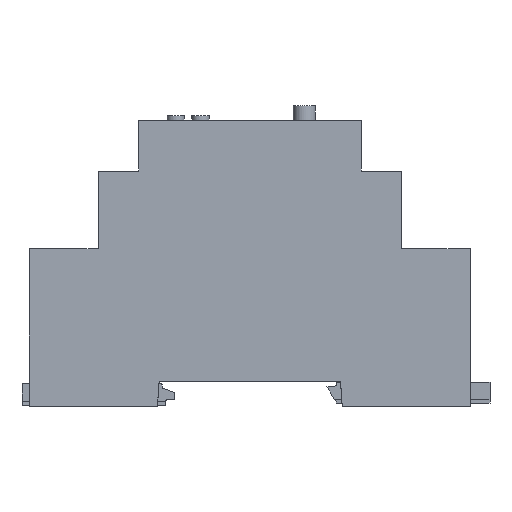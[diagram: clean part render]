
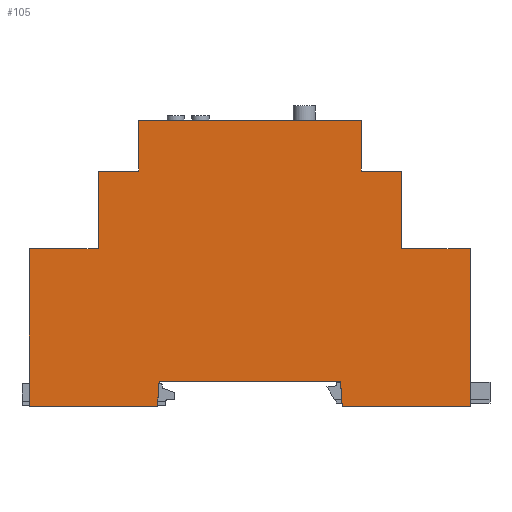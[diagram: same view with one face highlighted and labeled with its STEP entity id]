
A CAD part, left-side view. The second image highlights one B-rep face of the part: STEP entity #105.
In plain terms, the highlighted planar face has unit normal (-1, 0, 0).
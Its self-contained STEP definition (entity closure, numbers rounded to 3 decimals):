
#105=ADVANCED_FACE('',(#5469),#5471,.T.);
#5469=FACE_BOUND('',#5470,.T.);
#5470=EDGE_LOOP('',(#10633,#10634,#10635,#10636,#10637,#10638,#10639,#10640,#10641,
#10642,#10643,#10644,#10645,#10646,#10647,#10648));
#5471=PLANE('',#5472);
#5472=AXIS2_PLACEMENT_3D('',#5473,#5474,#5475);
#5473=CARTESIAN_POINT('',(-35.5,0.,0.));
#5474=DIRECTION('',(-1.,0.,0.));
#5475=DIRECTION('',(0.,0.,-1.));
#10633=ORIENTED_EDGE('',*,*,#14642,.T.);
#10634=ORIENTED_EDGE('',*,*,#14643,.T.);
#10635=ORIENTED_EDGE('',*,*,#14644,.T.);
#10636=ORIENTED_EDGE('',*,*,#14645,.T.);
#10637=ORIENTED_EDGE('',*,*,#14646,.T.);
#10638=ORIENTED_EDGE('',*,*,#14647,.T.);
#10639=ORIENTED_EDGE('',*,*,#14648,.T.);
#10640=ORIENTED_EDGE('',*,*,#14625,.T.);
#10641=ORIENTED_EDGE('',*,*,#14641,.T.);
#10642=ORIENTED_EDGE('',*,*,#14649,.T.);
#10643=ORIENTED_EDGE('',*,*,#14650,.T.);
#10644=ORIENTED_EDGE('',*,*,#14651,.T.);
#10645=ORIENTED_EDGE('',*,*,#14652,.T.);
#10646=ORIENTED_EDGE('',*,*,#14653,.T.);
#10647=ORIENTED_EDGE('',*,*,#14654,.T.);
#10648=ORIENTED_EDGE('',*,*,#14633,.T.);
#14625=EDGE_CURVE('',#16753,#16751,#16754,.T.);
#14633=EDGE_CURVE('',#16763,#16767,#16769,.T.);
#14641=EDGE_CURVE('',#16751,#16782,#16784,.T.);
#14642=EDGE_CURVE('',#16767,#16785,#16786,.T.);
#14643=EDGE_CURVE('',#16785,#16787,#16788,.T.);
#14644=EDGE_CURVE('',#16787,#16789,#16790,.T.);
#14645=EDGE_CURVE('',#16789,#16791,#16792,.T.);
#14646=EDGE_CURVE('',#16791,#16793,#16794,.T.);
#14647=EDGE_CURVE('',#16793,#16795,#16796,.T.);
#14648=EDGE_CURVE('',#16795,#16753,#16797,.T.);
#14649=EDGE_CURVE('',#16782,#16798,#16799,.T.);
#14650=EDGE_CURVE('',#16798,#16800,#16801,.T.);
#14651=EDGE_CURVE('',#16800,#16802,#16803,.T.);
#14652=EDGE_CURVE('',#16802,#16804,#16805,.T.);
#14653=EDGE_CURVE('',#16804,#16806,#16807,.T.);
#14654=EDGE_CURVE('',#16806,#16763,#16808,.T.);
#16751=VERTEX_POINT('',#19741);
#16753=VERTEX_POINT('',#19745);
#16754=LINE('',#19746,#19747);
#16763=VERTEX_POINT('',#19767);
#16767=VERTEX_POINT('',#19775);
#16769=LINE('',#19779,#19780);
#16782=VERTEX_POINT('',#19811);
#16784=LINE('',#19815,#19816);
#16785=VERTEX_POINT('',#19818);
#16786=LINE('',#19819,#19820);
#16787=VERTEX_POINT('',#19822);
#16788=LINE('',#19823,#19824);
#16789=VERTEX_POINT('',#19826);
#16790=LINE('',#19827,#19828);
#16791=VERTEX_POINT('',#19830);
#16792=LINE('',#19831,#19832);
#16793=VERTEX_POINT('',#19834);
#16794=LINE('',#19835,#19836);
#16795=VERTEX_POINT('',#19838);
#16796=LINE('',#19839,#19840);
#16797=LINE('',#19842,#19843);
#16798=VERTEX_POINT('',#19845);
#16799=LINE('',#19846,#19847);
#16800=VERTEX_POINT('',#19849);
#16801=LINE('',#19850,#19851);
#16802=VERTEX_POINT('',#19853);
#16803=LINE('',#19854,#19855);
#16804=VERTEX_POINT('',#19857);
#16805=LINE('',#19858,#19859);
#16806=VERTEX_POINT('',#19861);
#16807=LINE('',#19862,#19863);
#16808=LINE('',#19865,#19866);
#19741=CARTESIAN_POINT('',(-35.5,-30.7,26.878));
#19745=CARTESIAN_POINT('',(-35.5,-44.6,26.878));
#19746=CARTESIAN_POINT('',(-35.5,-44.6,26.878));
#19747=VECTOR('',#19748,1.);
#19748=DIRECTION('',(0.,1.,0.));
#19767=CARTESIAN_POINT('',(-35.5,30.7,26.878));
#19775=CARTESIAN_POINT('',(-35.5,44.6,26.878));
#19779=CARTESIAN_POINT('',(-35.5,30.7,26.878));
#19780=VECTOR('',#19781,1.);
#19781=DIRECTION('',(0.,1.,0.));
#19811=CARTESIAN_POINT('',(-35.5,-30.7,42.606));
#19815=CARTESIAN_POINT('',(-35.5,-30.7,26.878));
#19816=VECTOR('',#19817,1.);
#19817=DIRECTION('',(0.,0.,1.));
#19818=CARTESIAN_POINT('',(-35.5,44.6,-4.987));
#19819=CARTESIAN_POINT('',(-35.5,44.6,26.878));
#19820=VECTOR('',#19821,1.);
#19821=DIRECTION('',(0.,0.,-1.));
#19822=CARTESIAN_POINT('',(-35.5,18.7,-4.987));
#19823=CARTESIAN_POINT('',(-35.5,44.6,-4.987));
#19824=VECTOR('',#19825,1.);
#19825=DIRECTION('',(0.,-1.,0.));
#19826=CARTESIAN_POINT('',(-35.5,18.351,0.));
#19827=CARTESIAN_POINT('',(-35.5,18.7,-4.987));
#19828=VECTOR('',#19829,1.);
#19829=DIRECTION('',(0.,-0.07,0.998));
#19830=CARTESIAN_POINT('',(-35.5,-18.351,0.));
#19831=CARTESIAN_POINT('',(-35.5,18.351,0.));
#19832=VECTOR('',#19833,1.);
#19833=DIRECTION('',(0.,-1.,0.));
#19834=CARTESIAN_POINT('',(-35.5,-18.7,-4.987));
#19835=CARTESIAN_POINT('',(-35.5,-18.351,0.));
#19836=VECTOR('',#19837,1.);
#19837=DIRECTION('',(0.,-0.07,-0.998));
#19838=CARTESIAN_POINT('',(-35.5,-44.6,-4.987));
#19839=CARTESIAN_POINT('',(-35.5,-18.7,-4.987));
#19840=VECTOR('',#19841,1.);
#19841=DIRECTION('',(0.,-1.,0.));
#19842=CARTESIAN_POINT('',(-35.5,-44.6,-4.987));
#19843=VECTOR('',#19844,1.);
#19844=DIRECTION('',(0.,0.,1.));
#19845=CARTESIAN_POINT('',(-35.5,-22.5,42.606));
#19846=CARTESIAN_POINT('',(-35.5,-30.7,42.606));
#19847=VECTOR('',#19848,1.);
#19848=DIRECTION('',(0.,1.,0.));
#19849=CARTESIAN_POINT('',(-35.5,-22.5,52.804));
#19850=CARTESIAN_POINT('',(-35.5,-22.5,42.606));
#19851=VECTOR('',#19852,1.);
#19852=DIRECTION('',(0.,0.,1.));
#19853=CARTESIAN_POINT('',(-35.5,22.5,52.804));
#19854=CARTESIAN_POINT('',(-35.5,-22.5,52.804));
#19855=VECTOR('',#19856,1.);
#19856=DIRECTION('',(0.,1.,0.));
#19857=CARTESIAN_POINT('',(-35.5,22.5,42.606));
#19858=CARTESIAN_POINT('',(-35.5,22.5,52.804));
#19859=VECTOR('',#19860,1.);
#19860=DIRECTION('',(0.,0.,-1.));
#19861=CARTESIAN_POINT('',(-35.5,30.7,42.606));
#19862=CARTESIAN_POINT('',(-35.5,22.5,42.606));
#19863=VECTOR('',#19864,1.);
#19864=DIRECTION('',(0.,1.,0.));
#19865=CARTESIAN_POINT('',(-35.5,30.7,42.606));
#19866=VECTOR('',#19867,1.);
#19867=DIRECTION('',(0.,0.,-1.));
